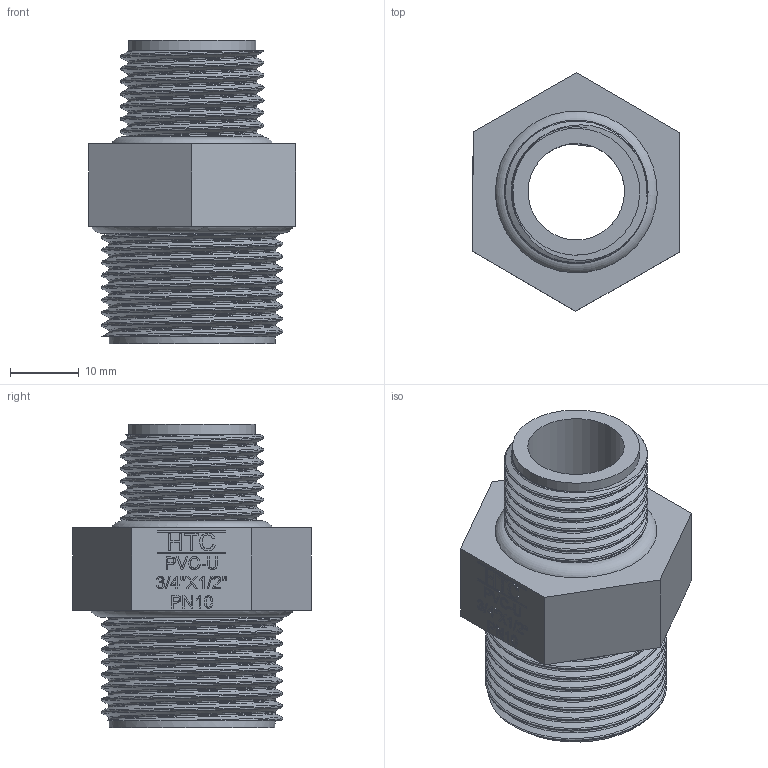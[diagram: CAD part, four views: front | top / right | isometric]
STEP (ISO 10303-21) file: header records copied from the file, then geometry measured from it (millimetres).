
FILE_DESCRIPTION(/* description */ (''),/* implementation_level */ '2;1');
FILE_NAME(/* name */ 'AF0205.025.020.step',/* time_stamp */ '2026-03-26T09:58:55+01:00',/* author */ (''),/* organization */ (''),/* preprocessor_version */ 'ST-DEVELOPER v20.1',/* originating_system */ 'Autodesk Translation Framework v14.24.0.0',/* authorisation */ '');
FILE_SCHEMA (('AUTOMOTIVE_DESIGN { 1 0 10303 214 3 1 1 }'));
Length unit declared in the file: millimetre
Products named in the file (1): 2026-03-26-08-27-20-431
Bounding box: 30.16 x 34.64 x 44 mm (x, y, z)
Volume: 13501.3 mm3; surface area: 8227 mm2
Topology: 1 solids, 1 shells, 379 faces, 1029 edges, 686 vertices
Faces by surface type: plane 192, bspline 164, cylinder 21, torus 2
Full cylindrical faces by diameter (mm): 14 x1, 18 x1, 18.413 x1, 18.631 x6, 24.099 x1, 24.117 x7
Entity records: 21150 total; most frequent: CARTESIAN_POINT 12742, ORIENTED_EDGE 2058, DIRECTION 1103, EDGE_CURVE 1029, VERTEX_POINT 686, LINE 639, VECTOR 639, EDGE_LOOP 415
